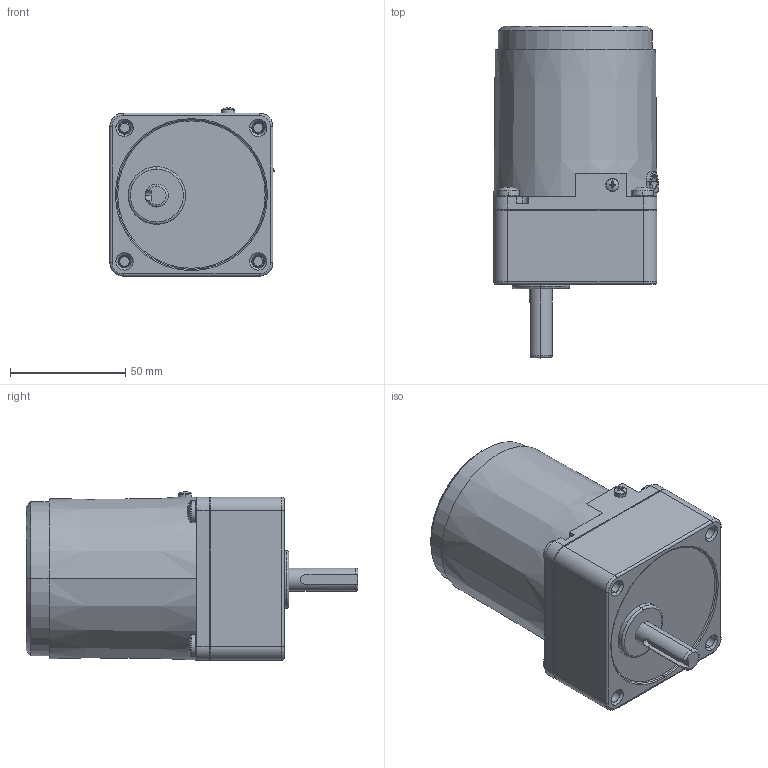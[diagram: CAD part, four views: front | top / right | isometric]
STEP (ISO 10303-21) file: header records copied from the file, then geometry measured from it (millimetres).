
FILE_DESCRIPTION (( 'STEP AP203' ), '1' );
FILE_NAME ('3IK15GN-C(3GN3K-18K).STEP', '2020-04-06T03:51:44', ( 'Windows 蚚誧' ), ( '' ), 'SwSTEP 2.0', 'SolidWorks 2019', '' );
FILE_SCHEMA (( 'CONFIG_CONTROL_DESIGN' ));
Length unit declared in the file: millimetre
Products named in the file (16): 3IK15GN-C_5_AF0^3IK15GN-C-3GN3K-200K_ASM_1_AF0__ASM_ASM0001_ASM_3IK15GN-C-3GN3K-200K_ASM_ASM_ASM_3IK15GN-C(3GN3K-18K)(2)_3IK15GN-C(3GN3K-18K); PRT0003^ASM0001_ASM_3IK15GN-C-3GN3K-200K_ASM_ASM_ASM_3IK15GN-C(3GN3K-18K)(2)_3IK15GN-C(3GN3K-18K); 3GN3K-18K; 3IK15GN-C-3GN3K-200K_ASM_1_AF0__ASM^ASM0001_ASM_3IK15GN-C-3GN3K-200K_ASM_ASM_ASM_3IK15GN-C(3GN3K-18K)(2)_3IK15GN-C(3GN3K-18K); ASM0001_ASM^3IK15GN-C-3GN3K-200K_ASM_ASM_ASM_3IK15GN-C(3GN3K-18K)(2)_3IK15GN-C(3GN3K-18K); 3IK15GN-C(3GN3K-18K); M3^ASM0001_ASM_3IK15GN-C-3GN3K-200K_ASM_ASM_ASM_3IK15GN-C(3GN3K-18K)(2)_3IK15GN-C(3GN3K-18K); 3IK15GN-C-3GN3K-200K_ASM_ASM_ASM^3IK15GN-C(3GN3K-18K)(2)_3IK15GN-C(3GN3K-18K); 60HXQ^ASM0001_ASM_3IK15GN-C-3GN3K-200K_ASM_ASM_ASM_3IK15GN-C(3GN3K-18K)(2)_3IK15GN-C(3GN3K-18K); 3IK15GN-C(3GN3K-18K)(2)^3IK15GN-C(3GN3K-18K); M5^ASM0001_ASM_3IK15GN-C-3GN3K-200K_ASM_ASM_ASM_3IK15GN-C(3GN3K-18K)(2)_3IK15GN-C(3GN3K-18K); PRT0004.STEP; PRT0001^ASM0001_ASM_3IK15GN-C-3GN3K-200K_ASM_ASM_ASM_3IK15GN-C(3GN3K-18K)(2)_3IK15GN-C(3GN3K-18K); ____53.STEP; PRT0002^ASM0001_ASM_3IK15GN-C-3GN3K-200K_ASM_ASM_ASM_3IK15GN-C(3GN3K-18K)(2)_3IK15GN-C(3GN3K-18K); 3GN3K-18K_ASM.STEP
Assembly tree (15 placements, depth 6):
  3IK15GN-C(3GN3K-18K)
    3IK15GN-C(3GN3K-18K)(2)^3IK15GN-C(3GN3K-18K)
      3IK15GN-C-3GN3K-200K_ASM_ASM_ASM^3IK15GN-C(3GN3K-18K)(2)_3IK15GN-C(3GN3K-18K)
        ASM0001_ASM^3IK15GN-C-3GN3K-200K_ASM_ASM_ASM_3IK15GN-C(3GN3K-18K)(2)_3IK15GN-C(3GN3K-18K)
          3IK15GN-C-3GN3K-200K_ASM_1_AF0__ASM^ASM0001_ASM_3IK15GN-C-3GN3K-200K_ASM_ASM_ASM_3IK15GN-C(3GN3K-18K)(2)_3IK15GN-C(3GN3K-18K)
            3IK15GN-C_5_AF0^3IK15GN-C-3GN3K-200K_ASM_1_AF0__ASM_ASM0001_ASM_3IK15GN-C-3GN3K-200K_ASM_ASM_ASM_3IK15GN-C(3GN3K-18K)(2)_3IK15GN-C(3GN3K-18K)
          M3^ASM0001_ASM_3IK15GN-C-3GN3K-200K_ASM_ASM_ASM_3IK15GN-C(3GN3K-18K)(2)_3IK15GN-C(3GN3K-18K)
          60HXQ^ASM0001_ASM_3IK15GN-C-3GN3K-200K_ASM_ASM_ASM_3IK15GN-C(3GN3K-18K)(2)_3IK15GN-C(3GN3K-18K)
          M5^ASM0001_ASM_3IK15GN-C-3GN3K-200K_ASM_ASM_ASM_3IK15GN-C(3GN3K-18K)(2)_3IK15GN-C(3GN3K-18K)
          PRT0001^ASM0001_ASM_3IK15GN-C-3GN3K-200K_ASM_ASM_ASM_3IK15GN-C(3GN3K-18K)(2)_3IK15GN-C(3GN3K-18K)
          PRT0002^ASM0001_ASM_3IK15GN-C-3GN3K-200K_ASM_ASM_ASM_3IK15GN-C(3GN3K-18K)(2)_3IK15GN-C(3GN3K-18K)
          PRT0003^ASM0001_ASM_3IK15GN-C-3GN3K-200K_ASM_ASM_ASM_3IK15GN-C(3GN3K-18K)(2)_3IK15GN-C(3GN3K-18K)
    3GN3K-18K
      3GN3K-18K_ASM.STEP
        PRT0004.STEP
        ____53.STEP
Bounding box: 71.31 x 144 x 73.06 mm (x, y, z)
Volume: 272304.8 mm3; surface area: 73828.7 mm2
Topology: 9 solids, 9 shells, 1042 faces, 2715 edges, 1684 vertices
Faces by surface type: cone 519, cylinder 296, plane 159, torus 52, sphere 16
Entity records: 34725 total; most frequent: CARTESIAN_POINT 6447, DIRECTION 6281, ORIENTED_EDGE 5362, EDGE_CURVE 2681, AXIS2_PLACEMENT_3D 2644, VERTEX_POINT 1684, CIRCLE 1578, EDGE_LOOP 1089
